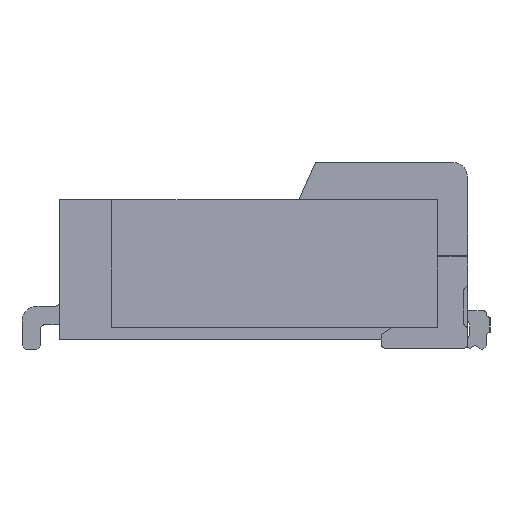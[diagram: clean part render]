
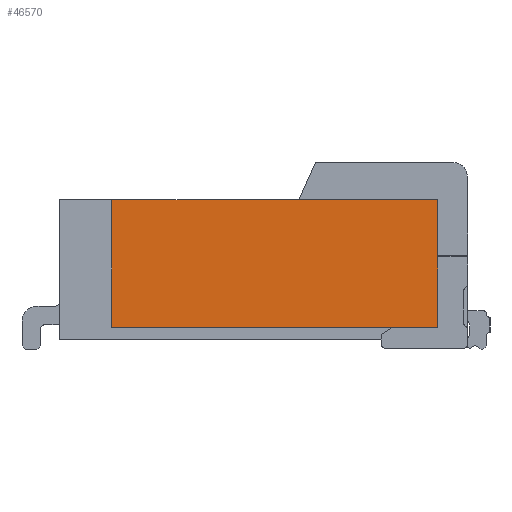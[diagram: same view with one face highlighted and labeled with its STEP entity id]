
A CAD part, left-side view. The second image highlights one B-rep face of the part: STEP entity #46570.
In plain terms, the highlighted planar face has unit normal (-1, 0, 0).
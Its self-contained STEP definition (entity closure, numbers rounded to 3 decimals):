
#41640=CARTESIAN_POINT('',(0.,-1.2,
0.28));
#41650=VERTEX_POINT('',#41640);
#41820=CARTESIAN_POINT('',(0.,-1.2,
1.98));
#41830=VERTEX_POINT('',#41820);
#41860=CARTESIAN_POINT('',(0.,-1.2,
-857.572));
#41870=DIRECTION('',(0.,0.,1.));
#41880=VECTOR('',#41870,1.);
#41890=LINE('',#41860,#41880);
#41900=EDGE_CURVE('',#41650,#41830,#41890,.T.);
#46070=CARTESIAN_POINT('',(0.,-5.55,
0.28));
#46080=VERTEX_POINT('',#46070);
#46110=CARTESIAN_POINT('',(0.,-5.55,
-269.996));
#46120=DIRECTION('',(0.,0.,-1.));
#46130=VECTOR('',#46120,1.);
#46140=LINE('',#46110,#46130);
#46150=CARTESIAN_POINT('',(0.,-5.55,
1.98));
#46160=VERTEX_POINT('',#46150);
#46170=EDGE_CURVE('',#46160,#46080,#46140,.T.);
#46360=CARTESIAN_POINT('',(0.,-1.35,
0.28));
#46370=DIRECTION('',(1.,0.,0.));
#46380=DIRECTION('',(0.,0.,1.));
#46390=AXIS2_PLACEMENT_3D('',#46360,#46370,#46380);
#46400=PLANE('',#46390);
#46410=CARTESIAN_POINT('',(0.,-1.35,
0.28));
#46420=DIRECTION('',(0.,1.,0.));
#46430=VECTOR('',#46420,1.);
#46440=LINE('',#46410,#46430);
#46450=EDGE_CURVE('',#46080,#41650,#46440,.T.);
#46460=ORIENTED_EDGE('',*,*,#46450,.F.);
#46470=ORIENTED_EDGE('',*,*,#41900,.F.);
#46480=CARTESIAN_POINT('',(0.,-1.35,
1.98));
#46490=DIRECTION('',(0.,1.,0.));
#46500=VECTOR('',#46490,1.);
#46510=LINE('',#46480,#46500);
#46520=EDGE_CURVE('',#46160,#41830,#46510,.T.);
#46530=ORIENTED_EDGE('',*,*,#46520,.T.);
#46540=ORIENTED_EDGE('',*,*,#46170,.F.);
#46550=EDGE_LOOP('',(#46540,#46530,#46470,#46460));
#46560=FACE_OUTER_BOUND('',#46550,.T.);
#46570=ADVANCED_FACE('',(#46560),#46400,.F.);
